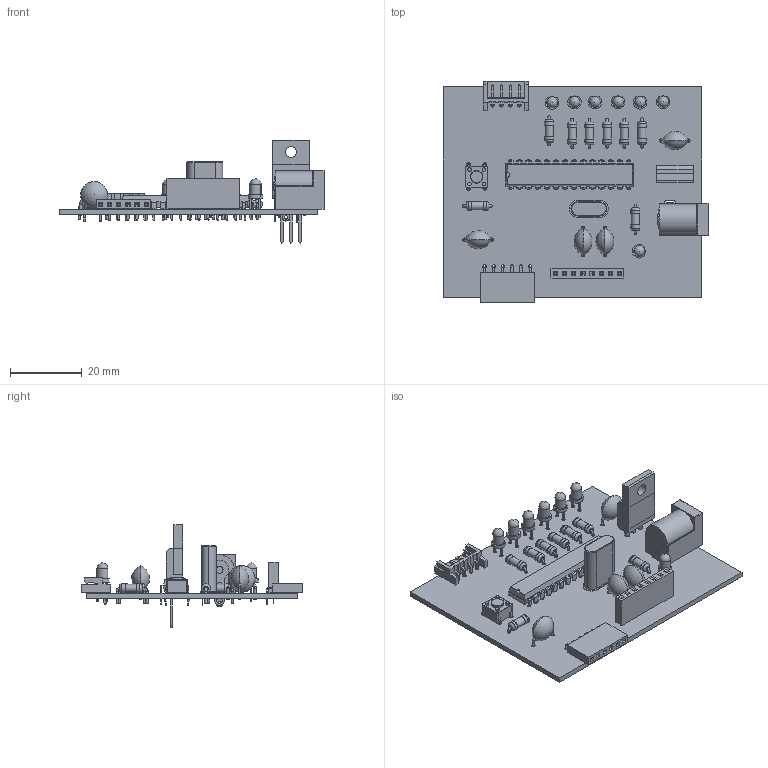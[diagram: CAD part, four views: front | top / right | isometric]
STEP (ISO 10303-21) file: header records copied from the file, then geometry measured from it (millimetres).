
FILE_DESCRIPTION(('KiCad electronic assembly'),'2;1');
FILE_NAME('Test_22.step','2025-06-17T16:38:24',('Pcbnew'),('Kicad'), 'Open CASCADE STEP processor 7.8','KiCad to STEP converter','Unknown' );
FILE_SCHEMA(('AUTOMOTIVE_DESIGN { 1 0 10303 214 1 1 1 1 }'));
Length unit declared in the file: millimetre
Products named in the file (13): Test_22 1; Crystal_HC49-U_Vertical; R_Axial_DIN0207_L6.3mm_D2.5mm_P7.62mm_Horizontal; SW_PUSH_6mm; C_Disc_D7.5mm_W5.0mm_P7.50mm; LED_D3.0mm; BarrelJack_Horizontal; PinSocket_1x08_P2.54mm_Vertical; DIP-28_W7.62mm; JST_EH_S4B-EH_1x04_P2.50mm_Horizontal; TO-220F-3_Vertical; PinSocket_1x06_P2.54mm_Horizontal; Test_22_PCB
Assembly tree (28 placements, depth 2):
  Test_22 1
    Crystal_HC49-U_Vertical
    R_Axial_DIN0207_L6.3mm_D2.5mm_P7.62mm_Horizontal  x8
    SW_PUSH_6mm
    C_Disc_D7.5mm_W5.0mm_P7.50mm  x4
    LED_D3.0mm  x7
    BarrelJack_Horizontal
    PinSocket_1x08_P2.54mm_Vertical
    DIP-28_W7.62mm
    JST_EH_S4B-EH_1x04_P2.50mm_Horizontal
    TO-220F-3_Vertical
    PinSocket_1x06_P2.54mm_Horizontal
    Test_22_PCB
Bounding box: 73.9 x 61.63 x 28.85 mm (x, y, z)
Volume: 10816.8 mm3; surface area: 16395.7 mm2
Topology: 32 solids, 32 shells, 1683 faces, 4311 edges, 2766 vertices
Faces by surface type: plane 1252, cylinder 324, bspline 40, torus 37, sphere 20, revolution 8, extrusion 2
Full cylindrical faces by diameter (mm): 0.5 x2, 0.6 x16, 0.7 x16, 0.8 x46, 0.9 x14, 0.95 x4, 1 x28, 1.1 x4, 1.2 x3, 1.5 x2, 2 x2, 2.25 x8, 2.5 x16, 3 x7, 3.18 x1, 3.5 x1, 6.3 x1
Entity records: 57041 total; most frequent: CARTESIAN_POINT 8775, ORIENTED_EDGE 7694, DIRECTION 7252, EDGE_CURVE 3847, VECTOR 3262, LINE 3260, VERTEX_POINT 2480, AXIS2_PLACEMENT_3D 1994
